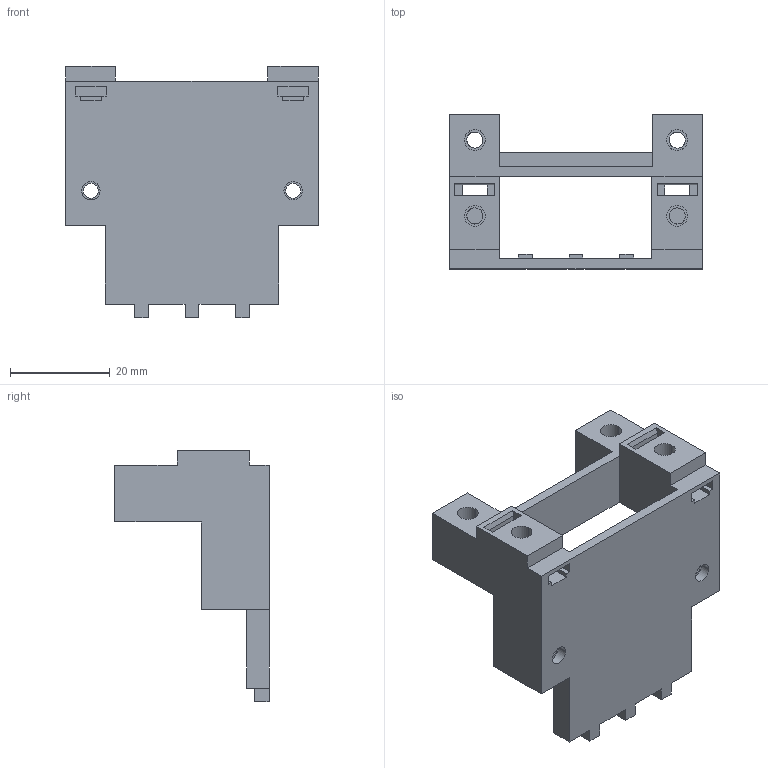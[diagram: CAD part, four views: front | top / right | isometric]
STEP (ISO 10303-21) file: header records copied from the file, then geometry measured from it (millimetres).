
FILE_DESCRIPTION(('CATIA V5 STEP Exchange','CAx-IF Rec.Pracs.--- Model Styling and Organization---1.4--- 2014-01-23'),'2;1');
FILE_NAME ('1384744-1_0_2838020000_2838020000.stp','2022-09-29T12:39:41+00:00',('none'),('Weidmueller'),'CATIA Version 5-6 Release 2016 SP3 HF44','CATIA V5 STEP AP214','none');
FILE_SCHEMA(('AUTOMOTIVE_DESIGN { 1 0 10303 214 1 1 1 1 }'));
Length unit declared in the file: millimetre
Products named in the file (1): 2838020000
Bounding box: 50.8 x 31 x 50.5 mm (x, y, z)
Volume: 14993.8 mm3; surface area: 11610.6 mm2
Topology: 5 solids, 5 shells, 180 faces, 512 edges, 344 vertices
Faces by surface type: plane 150, cylinder 30
Entity records: 6298 total; most frequent: CARTESIAN_POINT 1383, ORIENTED_EDGE 1024, DIRECTION 842, EDGE_CURVE 512, VECTOR 432, LINE 432, VERTEX_POINT 344, AXIS2_PLACEMENT_3D 231
